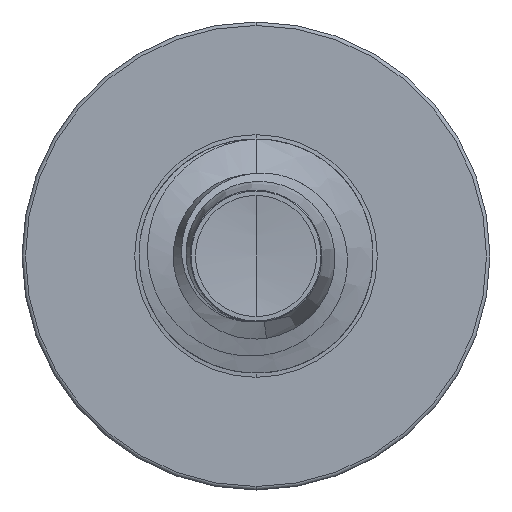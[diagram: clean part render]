
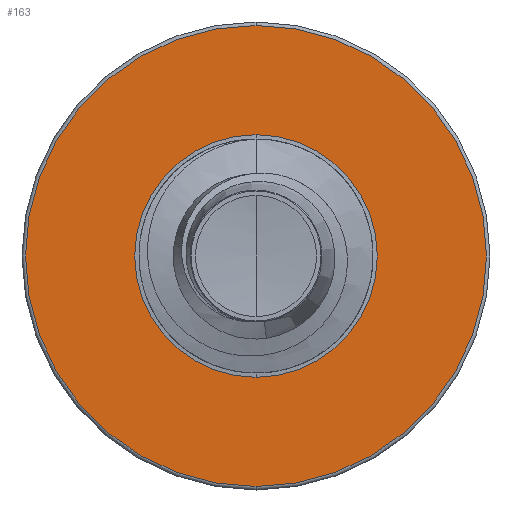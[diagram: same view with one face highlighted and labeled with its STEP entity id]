
A CAD part, front view. The second image highlights one B-rep face of the part: STEP entity #163.
In plain terms, the highlighted planar face has unit normal (0, -1, 0).
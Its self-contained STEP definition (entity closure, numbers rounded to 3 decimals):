
#163 = ADVANCED_FACE ( 'NONE', ( #997, #13580 ), #7657, .F. ) ;
#997 = FACE_OUTER_BOUND ( 'NONE', #4516, .T. ) ;
#1322 = AXIS2_PLACEMENT_3D ( 'NONE', #13979, #13964, #13956 ) ;
#1970 = ORIENTED_EDGE ( 'NONE', *, *, #16098, .F. ) ;
#1992 = ORIENTED_EDGE ( 'NONE', *, *, #16097, .T. ) ;
#2246 = ORIENTED_EDGE ( 'NONE', *, *, #16057, .T. ) ;
#3645 = CARTESIAN_POINT ( 'NONE',  ( 0., 10., 2.463 ) ) ;
#3810 = AXIS2_PLACEMENT_3D ( 'NONE', #12974, #12960, #12944 ) ;
#4125 = CARTESIAN_POINT ( 'NONE',  ( 0., 10., -1.296 ) ) ;
#4516 = EDGE_LOOP ( 'NONE', ( #12461, #1970 ) ) ;
#5031 = AXIS2_PLACEMENT_3D ( 'NONE', #12882, #12838, #12827 ) ;
#5172 = AXIS2_PLACEMENT_3D ( 'NONE', #12351, #12343, #12316 ) ;
#6690 = AXIS2_PLACEMENT_3D ( 'NONE', #14889, #7461, #11121 ) ;
#7461 = DIRECTION ( 'NONE',  ( 0., 1., 0. ) ) ;
#7606 = CIRCLE ( 'NONE', #5172, 2.462 ) ;
#7657 = PLANE ( 'NONE',  #6690 ) ;
#9615 = VERTEX_POINT ( 'NONE', #17504 ) ;
#10807 = EDGE_LOOP ( 'NONE', ( #1992, #2246 ) ) ;
#11121 = DIRECTION ( 'NONE',  ( 0., 0., 1. ) ) ;
#11837 = CIRCLE ( 'NONE', #5031, 2.462 ) ;
#12316 = DIRECTION ( 'NONE',  ( 0., 0., 1. ) ) ;
#12343 = DIRECTION ( 'NONE',  ( 0., 1., 0. ) ) ;
#12351 = CARTESIAN_POINT ( 'NONE',  ( 0., 10., 0. ) ) ;
#12461 = ORIENTED_EDGE ( 'NONE', *, *, #15198, .F. ) ;
#12827 = DIRECTION ( 'NONE',  ( 0., 0., 1. ) ) ;
#12838 = DIRECTION ( 'NONE',  ( 0., 1., 0. ) ) ;
#12882 = CARTESIAN_POINT ( 'NONE',  ( 0., 10., 0. ) ) ;
#12944 = DIRECTION ( 'NONE',  ( 0., 0., 1. ) ) ;
#12960 = DIRECTION ( 'NONE',  ( 0., 1., 0. ) ) ;
#12974 = CARTESIAN_POINT ( 'NONE',  ( 0., 10., 0. ) ) ;
#12977 = VERTEX_POINT ( 'NONE', #3645 ) ;
#13236 = VERTEX_POINT ( 'NONE', #4125 ) ;
#13394 = VERTEX_POINT ( 'NONE', #18156 ) ;
#13580 = FACE_BOUND ( 'NONE', #10807, .T. ) ;
#13956 = DIRECTION ( 'NONE',  ( 0., 0., 1. ) ) ;
#13964 = DIRECTION ( 'NONE',  ( 0., 1., 0. ) ) ;
#13979 = CARTESIAN_POINT ( 'NONE',  ( 0., 10., 0. ) ) ;
#14889 = CARTESIAN_POINT ( 'NONE',  ( 0., 10., -1.296 ) ) ;
#15099 = CIRCLE ( 'NONE', #3810, 1.296 ) ;
#15198 = EDGE_CURVE ( 'NONE', #12977, #9615, #7606, .T. ) ;
#15761 = CIRCLE ( 'NONE', #1322, 1.296 ) ;
#16057 = EDGE_CURVE ( 'NONE', #13236, #13394, #15761, .T. ) ;
#16097 = EDGE_CURVE ( 'NONE', #13394, #13236, #15099, .T. ) ;
#16098 = EDGE_CURVE ( 'NONE', #9615, #12977, #11837, .T. ) ;
#17504 = CARTESIAN_POINT ( 'NONE',  ( 0., 10., -2.462 ) ) ;
#18156 = CARTESIAN_POINT ( 'NONE',  ( 0., 10., 1.296 ) ) ;
